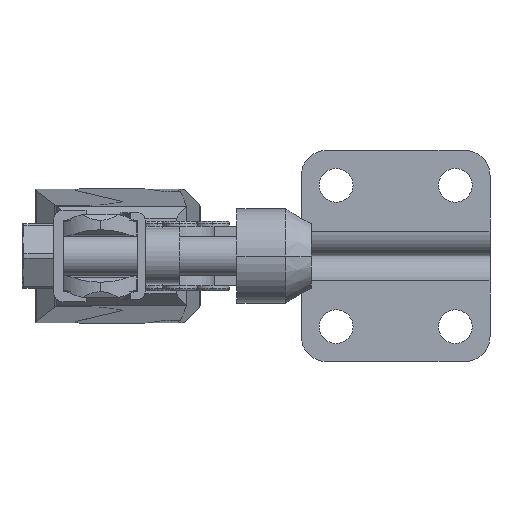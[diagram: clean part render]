
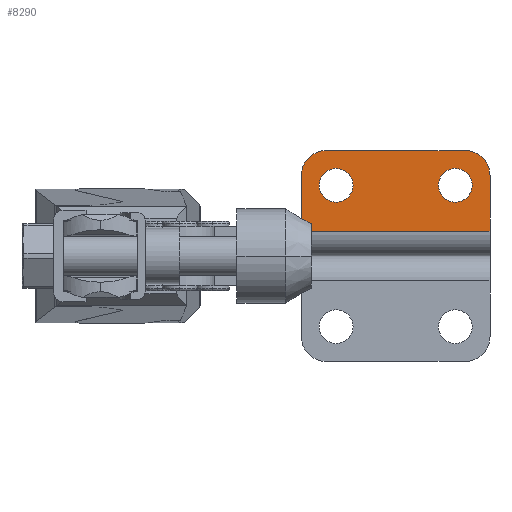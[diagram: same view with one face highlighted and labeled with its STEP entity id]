
A CAD part, left-side view. The second image highlights one B-rep face of the part: STEP entity #8290.
In plain terms, the highlighted planar face has unit normal (-1, 0, 0).
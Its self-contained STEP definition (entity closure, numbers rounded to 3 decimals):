
#247 = DIRECTION ( 'NONE',  ( 1., 0., 0. ) ) ;
#402 = VERTEX_POINT ( 'NONE', #6579 ) ;
#474 = EDGE_CURVE ( 'NONE', #3892, #10449, #6635, .T. ) ;
#731 = CARTESIAN_POINT ( 'NONE',  ( -14.5, -62.5, 21.25 ) ) ;
#876 = EDGE_LOOP ( 'NONE', ( #7649, #1645, #4800, #10007, #6528, #9901 ) ) ;
#940 = CARTESIAN_POINT ( 'NONE',  ( -14.5, 100., 5. ) ) ;
#973 = CARTESIAN_POINT ( 'NONE',  ( -14.5, -62.5, 16.25 ) ) ;
#1084 = CARTESIAN_POINT ( 'NONE',  ( -14.5, -31.5, 14.25 ) ) ;
#1125 = VECTOR ( 'NONE', #5834, 1000. ) ;
#1161 = CARTESIAN_POINT ( 'NONE',  ( -14.5, -55.5, 10.85 ) ) ;
#1197 = VERTEX_POINT ( 'NONE', #1161 ) ;
#1225 = EDGE_LOOP ( 'NONE', ( #10655, #5201 ) ) ;
#1349 = CARTESIAN_POINT ( 'NONE',  ( -14.5, -31.5, 10.85 ) ) ;
#1438 = VERTEX_POINT ( 'NONE', #3539 ) ;
#1464 = EDGE_CURVE ( 'NONE', #6763, #5086, #10661, .T. ) ;
#1645 = ORIENTED_EDGE ( 'NONE', *, *, #5880, .F. ) ;
#1828 = DIRECTION ( 'NONE',  ( 1., 0., 0. ) ) ;
#1914 = VERTEX_POINT ( 'NONE', #5502 ) ;
#2123 = DIRECTION ( 'NONE',  ( 0., -1., 0. ) ) ;
#2217 = AXIS2_PLACEMENT_3D ( 'NONE', #6935, #8768, #10586 ) ;
#2633 = VECTOR ( 'NONE', #8365, 1000. ) ;
#2685 = DIRECTION ( 'NONE',  ( 1., 0., 0. ) ) ;
#2761 = VECTOR ( 'NONE', #9370, 1000. ) ;
#2857 = AXIS2_PLACEMENT_3D ( 'NONE', #10260, #7029, #4294 ) ;
#3070 = DIRECTION ( 'NONE',  ( -1., 0., 0. ) ) ;
#3078 = EDGE_CURVE ( 'NONE', #402, #7719, #10667, .T. ) ;
#3165 = VERTEX_POINT ( 'NONE', #10450 ) ;
#3418 = AXIS2_PLACEMENT_3D ( 'NONE', #8482, #1828, #7833 ) ;
#3539 = CARTESIAN_POINT ( 'NONE',  ( -14.5, -55.5, 17.65 ) ) ;
#3578 = CARTESIAN_POINT ( 'NONE',  ( -14.5, -55.5, 14.25 ) ) ;
#3799 = CARTESIAN_POINT ( 'NONE',  ( -14.5, -31.5, 17.65 ) ) ;
#3891 = FACE_BOUND ( 'NONE', #1225, .T. ) ;
#3892 = VERTEX_POINT ( 'NONE', #9449 ) ;
#4294 = DIRECTION ( 'NONE',  ( 0., 0., 1. ) ) ;
#4800 = ORIENTED_EDGE ( 'NONE', *, *, #6670, .F. ) ;
#5059 = LINE ( 'NONE', #731, #1125 ) ;
#5086 = VERTEX_POINT ( 'NONE', #3799 ) ;
#5188 = DIRECTION ( 'NONE',  ( 1., 0., 0. ) ) ;
#5201 = ORIENTED_EDGE ( 'NONE', *, *, #10125, .T. ) ;
#5353 = LINE ( 'NONE', #8721, #2761 ) ;
#5502 = CARTESIAN_POINT ( 'NONE',  ( -14.5, -29.5, 21.25 ) ) ;
#5527 = CIRCLE ( 'NONE', #3418, 3.4 ) ;
#5834 = DIRECTION ( 'NONE',  ( 0., 0., 1. ) ) ;
#5874 = AXIS2_PLACEMENT_3D ( 'NONE', #10531, #3070, #6418 ) ;
#5880 = EDGE_CURVE ( 'NONE', #1914, #402, #9686, .T. ) ;
#5898 = CIRCLE ( 'NONE', #2217, 3.4 ) ;
#5993 = AXIS2_PLACEMENT_3D ( 'NONE', #1084, #5188, #7646 ) ;
#6268 = AXIS2_PLACEMENT_3D ( 'NONE', #3578, #247, #7791 ) ;
#6418 = DIRECTION ( 'NONE',  ( 0., 0., 1. ) ) ;
#6528 = ORIENTED_EDGE ( 'NONE', *, *, #474, .T. ) ;
#6579 = CARTESIAN_POINT ( 'NONE',  ( -14.5, -57.5, 21.25 ) ) ;
#6635 = LINE ( 'NONE', #940, #2633 ) ;
#6670 = EDGE_CURVE ( 'NONE', #3165, #1914, #6885, .T. ) ;
#6763 = VERTEX_POINT ( 'NONE', #1349 ) ;
#6885 = CIRCLE ( 'NONE', #2857, 5. ) ;
#6935 = CARTESIAN_POINT ( 'NONE',  ( -14.5, -31.5, 14.25 ) ) ;
#6951 = EDGE_CURVE ( 'NONE', #10449, #7719, #5059, .T. ) ;
#7029 = DIRECTION ( 'NONE',  ( 1., 0., 0. ) ) ;
#7248 = PLANE ( 'NONE',  #5874 ) ;
#7571 = AXIS2_PLACEMENT_3D ( 'NONE', #10236, #2685, #8630 ) ;
#7646 = DIRECTION ( 'NONE',  ( 0., 0., 1. ) ) ;
#7649 = ORIENTED_EDGE ( 'NONE', *, *, #3078, .F. ) ;
#7719 = VERTEX_POINT ( 'NONE', #973 ) ;
#7791 = DIRECTION ( 'NONE',  ( 0., 0., 1. ) ) ;
#7833 = DIRECTION ( 'NONE',  ( 0., 0., 1. ) ) ;
#7923 = CARTESIAN_POINT ( 'NONE',  ( -14.5, -52.5, 21.25 ) ) ;
#8043 = FACE_OUTER_BOUND ( 'NONE', #876, .T. ) ;
#8062 = EDGE_LOOP ( 'NONE', ( #9536, #8568 ) ) ;
#8290 = ADVANCED_FACE ( 'NONE', ( #8043, #3891, #9510 ), #7248, .T. ) ;
#8365 = DIRECTION ( 'NONE',  ( 0., -1., 0. ) ) ;
#8482 = CARTESIAN_POINT ( 'NONE',  ( -14.5, -55.5, 14.25 ) ) ;
#8542 = EDGE_CURVE ( 'NONE', #1438, #1197, #5527, .T. ) ;
#8568 = ORIENTED_EDGE ( 'NONE', *, *, #1464, .T. ) ;
#8630 = DIRECTION ( 'NONE',  ( 0., 0., 1. ) ) ;
#8721 = CARTESIAN_POINT ( 'NONE',  ( -14.5, -24.5, 21.25 ) ) ;
#8768 = DIRECTION ( 'NONE',  ( 1., 0., 0. ) ) ;
#8871 = CIRCLE ( 'NONE', #6268, 3.4 ) ;
#9370 = DIRECTION ( 'NONE',  ( 0., 0., -1. ) ) ;
#9449 = CARTESIAN_POINT ( 'NONE',  ( -14.5, -24.5, 5. ) ) ;
#9453 = EDGE_CURVE ( 'NONE', #5086, #6763, #5898, .T. ) ;
#9510 = FACE_BOUND ( 'NONE', #8062, .T. ) ;
#9536 = ORIENTED_EDGE ( 'NONE', *, *, #9453, .T. ) ;
#9686 = LINE ( 'NONE', #7923, #10660 ) ;
#9901 = ORIENTED_EDGE ( 'NONE', *, *, #6951, .T. ) ;
#10007 = ORIENTED_EDGE ( 'NONE', *, *, #10502, .T. ) ;
#10125 = EDGE_CURVE ( 'NONE', #1197, #1438, #8871, .T. ) ;
#10176 = CARTESIAN_POINT ( 'NONE',  ( -14.5, -62.5, 5. ) ) ;
#10236 = CARTESIAN_POINT ( 'NONE',  ( -14.5, -57.5, 16.25 ) ) ;
#10260 = CARTESIAN_POINT ( 'NONE',  ( -14.5, -29.5, 16.25 ) ) ;
#10449 = VERTEX_POINT ( 'NONE', #10176 ) ;
#10450 = CARTESIAN_POINT ( 'NONE',  ( -14.5, -24.5, 16.25 ) ) ;
#10502 = EDGE_CURVE ( 'NONE', #3165, #3892, #5353, .T. ) ;
#10531 = CARTESIAN_POINT ( 'NONE',  ( -14.5, 100., 50. ) ) ;
#10586 = DIRECTION ( 'NONE',  ( 0., 0., 1. ) ) ;
#10655 = ORIENTED_EDGE ( 'NONE', *, *, #8542, .T. ) ;
#10660 = VECTOR ( 'NONE', #2123, 1000. ) ;
#10661 = CIRCLE ( 'NONE', #5993, 3.4 ) ;
#10667 = CIRCLE ( 'NONE', #7571, 5. ) ;
